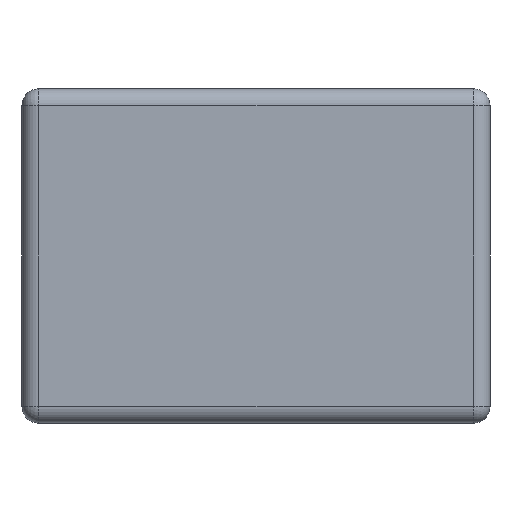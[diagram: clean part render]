
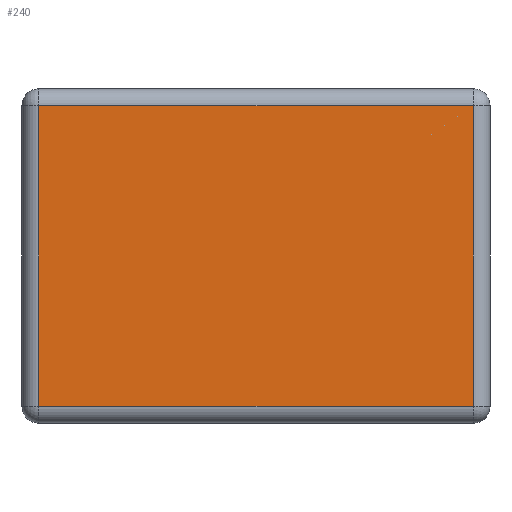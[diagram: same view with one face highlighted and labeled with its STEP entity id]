
A CAD part, left-side view. The second image highlights one B-rep face of the part: STEP entity #240.
In plain terms, the highlighted planar face has unit normal (-1, 0, 0).
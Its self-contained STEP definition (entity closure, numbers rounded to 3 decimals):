
#5 = LINE ( 'NONE', #292, #608 ) ;
#43 = PLANE ( 'NONE',  #964 ) ;
#58 = CARTESIAN_POINT ( 'NONE',  ( -0.5, 0.7, 0.225 ) ) ;
#60 = ORIENTED_EDGE ( 'NONE', *, *, #988, .T. ) ;
#77 = ORIENTED_EDGE ( 'NONE', *, *, #106, .T. ) ;
#106 = EDGE_CURVE ( 'NONE', #802, #342, #5, .T. ) ;
#150 = LINE ( 'NONE', #250, #272 ) ;
#179 = CARTESIAN_POINT ( 'NONE',  ( -0.5, 0.025, -0.25 ) ) ;
#240 = ADVANCED_FACE ( 'NONE', ( #376 ), #43, .F. ) ;
#250 = CARTESIAN_POINT ( 'NONE',  ( -0.5, 0.7, -0.225 ) ) ;
#272 = VECTOR ( 'NONE', #830, 1000. ) ;
#292 = CARTESIAN_POINT ( 'NONE',  ( -0.5, 0.675, -0.25 ) ) ;
#326 = EDGE_CURVE ( 'NONE', #401, #802, #749, .T. ) ;
#342 = VERTEX_POINT ( 'NONE', #1268 ) ;
#360 = DIRECTION ( 'NONE',  ( 0., 0., -1. ) ) ;
#376 = FACE_OUTER_BOUND ( 'NONE', #642, .T. ) ;
#398 = CARTESIAN_POINT ( 'NONE',  ( -0.5, 0.675, 0.225 ) ) ;
#401 = VERTEX_POINT ( 'NONE', #702 ) ;
#454 = DIRECTION ( 'NONE',  ( 0., 1., 0. ) ) ;
#461 = CARTESIAN_POINT ( 'NONE',  ( -0.5, 0.7, -0.25 ) ) ;
#511 = VECTOR ( 'NONE', #568, 1000. ) ;
#568 = DIRECTION ( 'NONE',  ( 0., 0., 1. ) ) ;
#583 = DIRECTION ( 'NONE',  ( 0., 0., -1. ) ) ;
#608 = VECTOR ( 'NONE', #583, 1000. ) ;
#609 = VECTOR ( 'NONE', #454, 1000. ) ;
#642 = EDGE_LOOP ( 'NONE', ( #77, #60, #1195, #821 ) ) ;
#702 = CARTESIAN_POINT ( 'NONE',  ( -0.5, 0.025, 0.225 ) ) ;
#749 = LINE ( 'NONE', #58, #609 ) ;
#802 = VERTEX_POINT ( 'NONE', #398 ) ;
#821 = ORIENTED_EDGE ( 'NONE', *, *, #326, .T. ) ;
#830 = DIRECTION ( 'NONE',  ( 0., -1., 0. ) ) ;
#843 = CARTESIAN_POINT ( 'NONE',  ( -0.5, 0.025, -0.225 ) ) ;
#875 = VERTEX_POINT ( 'NONE', #843 ) ;
#964 = AXIS2_PLACEMENT_3D ( 'NONE', #461, #1046, #360 ) ;
#988 = EDGE_CURVE ( 'NONE', #342, #875, #150, .T. ) ;
#1046 = DIRECTION ( 'NONE',  ( 1., 0., 0. ) ) ;
#1063 = LINE ( 'NONE', #179, #511 ) ;
#1101 = EDGE_CURVE ( 'NONE', #875, #401, #1063, .T. ) ;
#1195 = ORIENTED_EDGE ( 'NONE', *, *, #1101, .T. ) ;
#1268 = CARTESIAN_POINT ( 'NONE',  ( -0.5, 0.675, -0.225 ) ) ;
